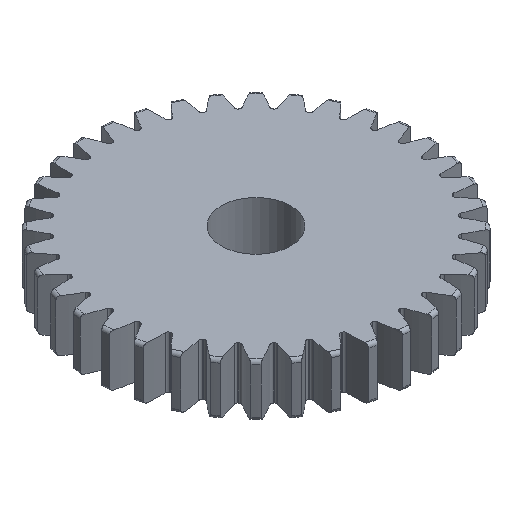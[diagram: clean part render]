
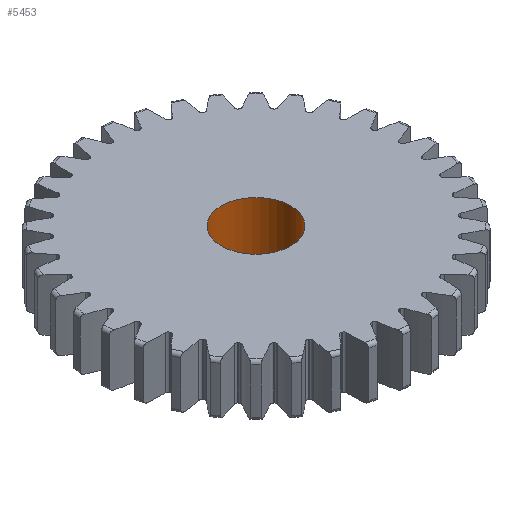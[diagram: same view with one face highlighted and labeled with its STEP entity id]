
A CAD part, isometric view. The second image highlights one B-rep face of the part: STEP entity #5453.
In plain terms, the highlighted cylindrical face has radius 3.175 mm (diameter 6.35 mm), a full revolution.
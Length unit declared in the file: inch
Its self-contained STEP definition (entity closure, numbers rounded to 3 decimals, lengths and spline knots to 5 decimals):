
#528=FACE_OUTER_BOUND('',#820,.T.);
#820=EDGE_LOOP('',(#4725,#4726,#4727,#4728,#4729));
#1039=LINE('',#11410,#1256);
#1256=VECTOR('',#8083,0.125);
#1656=CIRCLE('',#6052,0.125);
#1657=CIRCLE('',#6053,0.125);
#1763=CIRCLE('',#6266,0.125);
#2340=VERTEX_POINT('',#11192);
#2341=VERTEX_POINT('',#11193);
#2342=VERTEX_POINT('',#11408);
#3102=EDGE_CURVE('',#2340,#2341,#1656,.T.);
#3103=EDGE_CURVE('',#2341,#2340,#1657,.T.);
#3209=EDGE_CURVE('',#2342,#2342,#1763,.T.);
#3210=EDGE_CURVE('',#2342,#2341,#1039,.T.);
#4725=ORIENTED_EDGE('',*,*,#3209,.F.);
#4726=ORIENTED_EDGE('',*,*,#3210,.T.);
#4727=ORIENTED_EDGE('',*,*,#3103,.T.);
#4728=ORIENTED_EDGE('',*,*,#3102,.T.);
#4729=ORIENTED_EDGE('',*,*,#3210,.F.);
#5163=CYLINDRICAL_SURFACE('',#6265,0.125);
#5453=ADVANCED_FACE('',(#528),#5163,.F.);
#6052=AXIS2_PLACEMENT_3D('',#11194,#7653,#7654);
#6053=AXIS2_PLACEMENT_3D('',#11195,#7655,#7656);
#6265=AXIS2_PLACEMENT_3D('',#11407,#8079,#8080);
#6266=AXIS2_PLACEMENT_3D('',#11409,#8081,#8082);
#7653=DIRECTION('center_axis',(0.,0.,-1.));
#7654=DIRECTION('ref_axis',(0.,1.,0.));
#7655=DIRECTION('center_axis',(0.,0.,-1.));
#7656=DIRECTION('ref_axis',(0.,1.,0.));
#8079=DIRECTION('center_axis',(0.,0.,-1.));
#8080=DIRECTION('ref_axis',(0.,1.,0.));
#8081=DIRECTION('center_axis',(0.,0.,-1.));
#8082=DIRECTION('ref_axis',(0.,1.,0.));
#8083=DIRECTION('',(0.,0.,-1.));
#11192=CARTESIAN_POINT('',(0.,0.125,0.));
#11193=CARTESIAN_POINT('',(0.,-0.125,0.));
#11194=CARTESIAN_POINT('Origin',(0.,0.,0.));
#11195=CARTESIAN_POINT('Origin',(0.,0.,0.));
#11407=CARTESIAN_POINT('Origin',(0.,0.,0.1875));
#11408=CARTESIAN_POINT('',(0.,-0.125,0.1875));
#11409=CARTESIAN_POINT('Origin',(0.,0.,0.1875));
#11410=CARTESIAN_POINT('',(0.,-0.125,0.1875));
